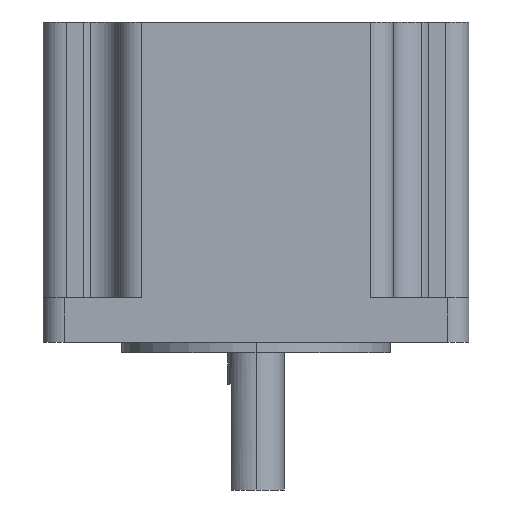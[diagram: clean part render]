
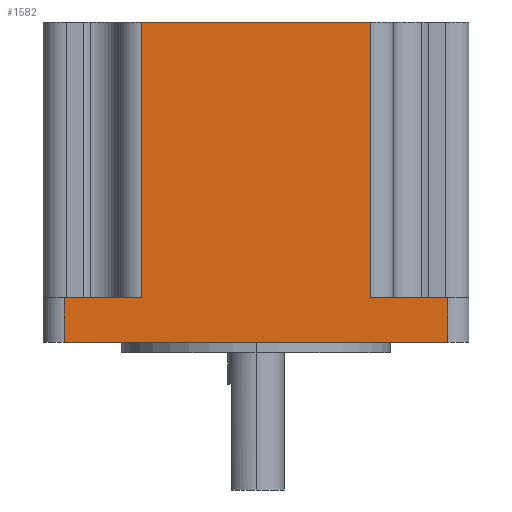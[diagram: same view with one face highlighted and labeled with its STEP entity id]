
A CAD part, left-side view. The second image highlights one B-rep face of the part: STEP entity #1582.
In plain terms, the highlighted planar face has unit normal (-1, 0, 0).
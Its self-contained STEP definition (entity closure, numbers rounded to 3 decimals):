
#33 = PLANE ( 'NONE',  #1467 ) ;
#34 = CARTESIAN_POINT ( 'NONE',  ( -30.25, 27.25, 45.5 ) ) ;
#35 = DIRECTION ( 'NONE',  ( 1., 0., 0. ) ) ;
#36 = DIRECTION ( 'NONE',  ( 0., 1., 0. ) ) ;
#189 = VECTOR ( 'NONE', #416, 1000. ) ;
#190 = VECTOR ( 'NONE', #418, 1000. ) ;
#266 = VECTOR ( 'NONE', #1364, 1000. ) ;
#381 = LINE ( 'NONE', #415, #189 ) ;
#382 = LINE ( 'NONE', #417, #190 ) ;
#383 = LINE ( 'NONE', #419, #455 ) ;
#384 = LINE ( 'NONE', #421, #457 ) ;
#387 = LINE ( 'NONE', #430, #462 ) ;
#415 = CARTESIAN_POINT ( 'NONE',  ( -30.25, -16.275, 45.5 ) ) ;
#416 = DIRECTION ( 'NONE',  ( 0., 0., 1. ) ) ;
#417 = CARTESIAN_POINT ( 'NONE',  ( -30.25, -19.575, 6.3 ) ) ;
#418 = DIRECTION ( 'NONE',  ( 0., -1., 0. ) ) ;
#419 = CARTESIAN_POINT ( 'NONE',  ( -30.25, 27.25, 6.3 ) ) ;
#420 = DIRECTION ( 'NONE',  ( 0., -1., 0. ) ) ;
#421 = CARTESIAN_POINT ( 'NONE',  ( -30.25, 27.25, 45.5 ) ) ;
#422 = DIRECTION ( 'NONE',  ( 0., -1., 0. ) ) ;
#430 = CARTESIAN_POINT ( 'NONE',  ( -30.25, 16.275, 45.5 ) ) ;
#431 = DIRECTION ( 'NONE',  ( 0., 0., -1. ) ) ;
#455 = VECTOR ( 'NONE', #420, 1000. ) ;
#457 = VECTOR ( 'NONE', #422, 1000. ) ;
#462 = VECTOR ( 'NONE', #431, 1000. ) ;
#568 = LINE ( 'NONE', #1261, #1871 ) ;
#570 = LINE ( 'NONE', #1263, #1869 ) ;
#582 = FACE_OUTER_BOUND ( 'NONE', #773, .T. ) ;
#625 = EDGE_CURVE ( 'NONE', #951, #759, #568, .T. ) ;
#626 = EDGE_CURVE ( 'NONE', #758, #756, #570, .T. ) ;
#745 = CARTESIAN_POINT ( 'NONE',  ( -30.25, 16.275, 6.3 ) ) ;
#756 = VERTEX_POINT ( 'NONE', #1494 ) ;
#758 = VERTEX_POINT ( 'NONE', #1496 ) ;
#759 = VERTEX_POINT ( 'NONE', #1497 ) ;
#773 = EDGE_LOOP ( 'NONE', ( #886, #989, #992, #1072, #1144, #1070, #1146, #1141 ) ) ;
#840 = VERTEX_POINT ( 'NONE', #1499 ) ;
#841 = VERTEX_POINT ( 'NONE', #1500 ) ;
#878 = VERTEX_POINT ( 'NONE', #1509 ) ;
#886 = ORIENTED_EDGE ( 'NONE', *, *, #1920, .F. ) ;
#951 = VERTEX_POINT ( 'NONE', #1489 ) ;
#989 = ORIENTED_EDGE ( 'NONE', *, *, #1924, .T. ) ;
#992 = ORIENTED_EDGE ( 'NONE', *, *, #1919, .F. ) ;
#1022 = VERTEX_POINT ( 'NONE', #745 ) ;
#1070 = ORIENTED_EDGE ( 'NONE', *, *, #626, .F. ) ;
#1072 = ORIENTED_EDGE ( 'NONE', *, *, #625, .T. ) ;
#1141 = ORIENTED_EDGE ( 'NONE', *, *, #1917, .T. ) ;
#1144 = ORIENTED_EDGE ( 'NONE', *, *, #1625, .T. ) ;
#1146 = ORIENTED_EDGE ( 'NONE', *, *, #1918, .F. ) ;
#1261 = CARTESIAN_POINT ( 'NONE',  ( -30.25, 27.25, 45.5 ) ) ;
#1262 = DIRECTION ( 'NONE',  ( 0., 0., -1. ) ) ;
#1263 = CARTESIAN_POINT ( 'NONE',  ( -30.25, -27.25, 45.5 ) ) ;
#1264 = DIRECTION ( 'NONE',  ( 0., 0., -1. ) ) ;
#1276 = LINE ( 'NONE', #1363, #266 ) ;
#1363 = CARTESIAN_POINT ( 'NONE',  ( -30.25, 27.25, 0. ) ) ;
#1364 = DIRECTION ( 'NONE',  ( 0., -1., 0. ) ) ;
#1467 = AXIS2_PLACEMENT_3D ( 'NONE', #34, #35, #36 ) ;
#1489 = CARTESIAN_POINT ( 'NONE',  ( -30.25, 27.25, 6.3 ) ) ;
#1494 = CARTESIAN_POINT ( 'NONE',  ( -30.25, -27.25, 0. ) ) ;
#1496 = CARTESIAN_POINT ( 'NONE',  ( -30.25, -27.25, 6.3 ) ) ;
#1497 = CARTESIAN_POINT ( 'NONE',  ( -30.25, 27.25, 0. ) ) ;
#1499 = CARTESIAN_POINT ( 'NONE',  ( -30.25, -16.275, 45.5 ) ) ;
#1500 = CARTESIAN_POINT ( 'NONE',  ( -30.25, 16.275, 45.5 ) ) ;
#1509 = CARTESIAN_POINT ( 'NONE',  ( -30.25, -16.275, 6.3 ) ) ;
#1582 = ADVANCED_FACE ( 'NONE', ( #582 ), #33, .F. ) ;
#1625 = EDGE_CURVE ( 'NONE', #759, #756, #1276, .T. ) ;
#1869 = VECTOR ( 'NONE', #1264, 1000. ) ;
#1871 = VECTOR ( 'NONE', #1262, 1000. ) ;
#1917 = EDGE_CURVE ( 'NONE', #878, #840, #381, .T. ) ;
#1918 = EDGE_CURVE ( 'NONE', #878, #758, #382, .T. ) ;
#1919 = EDGE_CURVE ( 'NONE', #951, #1022, #383, .T. ) ;
#1920 = EDGE_CURVE ( 'NONE', #841, #840, #384, .T. ) ;
#1924 = EDGE_CURVE ( 'NONE', #841, #1022, #387, .T. ) ;
